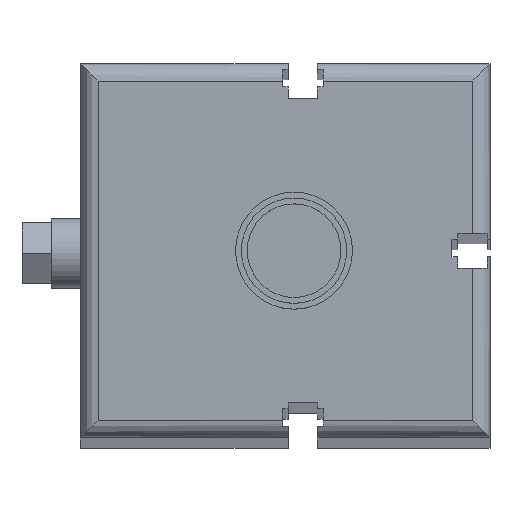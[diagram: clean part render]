
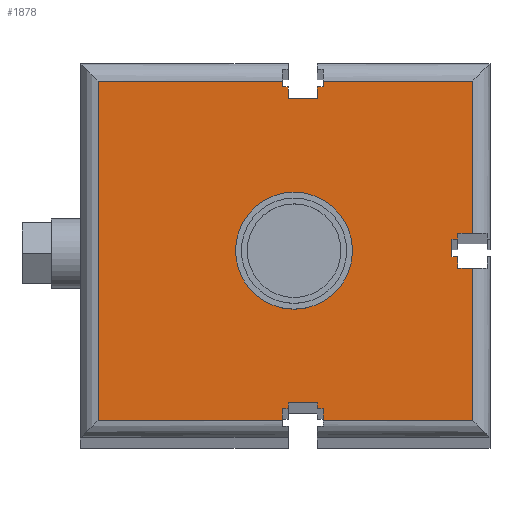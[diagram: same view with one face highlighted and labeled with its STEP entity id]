
A CAD part, top view. The second image highlights one B-rep face of the part: STEP entity #1878.
In plain terms, the highlighted planar face has unit normal (0, 0, 1).
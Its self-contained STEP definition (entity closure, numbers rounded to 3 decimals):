
#56=DIRECTION('',(0.,-1.,0.));
#57=VECTOR('',#56,1.);
#58=CARTESIAN_POINT('',(-2.5,-26.,0.));
#59=LINE('',#58,#57);
#64=DIRECTION('',(-1.,0.,0.));
#65=VECTOR('',#64,1.);
#66=CARTESIAN_POINT('',(-2.5,-27.,0.));
#67=LINE('',#66,#65);
#71=DIRECTION('',(0.,-1.,0.));
#72=VECTOR('',#71,2.);
#73=CARTESIAN_POINT('',(-3.5,-27.,0.));
#74=LINE('',#73,#72);
#78=DIRECTION('',(1.,0.,0.));
#79=VECTOR('',#78,31.5);
#80=CARTESIAN_POINT('',(-35.,-29.,0.));
#81=LINE('',#80,#79);
#85=DIRECTION('',(0.,-1.,0.));
#86=VECTOR('',#85,58.);
#87=CARTESIAN_POINT('',(-35.,29.,0.));
#88=LINE('',#87,#86);
#92=DIRECTION('',(-1.,0.,0.));
#93=VECTOR('',#92,31.5);
#94=CARTESIAN_POINT('',(-3.5,29.,0.));
#95=LINE('',#94,#93);
#99=DIRECTION('',(0.,-1.,0.));
#100=VECTOR('',#99,1.);
#101=CARTESIAN_POINT('',(-3.5,29.,0.));
#102=LINE('',#101,#100);
#106=DIRECTION('',(1.,0.,0.));
#107=VECTOR('',#106,1.);
#108=CARTESIAN_POINT('',(-3.5,28.,0.));
#109=LINE('',#108,#107);
#113=DIRECTION('',(1.,0.,0.));
#114=VECTOR('',#113,1.);
#115=CARTESIAN_POINT('',(2.5,28.,0.));
#116=LINE('',#115,#114);
#120=DIRECTION('',(0.,1.,0.));
#121=VECTOR('',#120,1.);
#122=CARTESIAN_POINT('',(3.5,28.,0.));
#123=LINE('',#122,#121);
#127=DIRECTION('',(-1.,0.,0.));
#128=VECTOR('',#127,25.5);
#129=CARTESIAN_POINT('',(29.,29.,0.));
#130=LINE('',#129,#128);
#134=DIRECTION('',(0.,1.,0.));
#135=VECTOR('',#134,26.);
#136=CARTESIAN_POINT('',(29.,3.,0.));
#137=LINE('',#136,#135);
#141=DIRECTION('',(-1.,0.,0.));
#142=VECTOR('',#141,2.5);
#143=CARTESIAN_POINT('',(29.,3.,0.));
#144=LINE('',#143,#142);
#148=DIRECTION('',(0.,-1.,0.));
#149=VECTOR('',#148,1.);
#150=CARTESIAN_POINT('',(26.5,3.,0.));
#151=LINE('',#150,#149);
#155=DIRECTION('',(-1.,0.,0.));
#156=VECTOR('',#155,1.);
#157=CARTESIAN_POINT('',(26.5,2.,0.));
#158=LINE('',#157,#156);
#162=DIRECTION('',(0.,-1.,0.));
#163=VECTOR('',#162,3.);
#164=CARTESIAN_POINT('',(25.5,2.,0.));
#165=LINE('',#164,#163);
#169=DIRECTION('',(1.,0.,0.));
#170=VECTOR('',#169,1.);
#171=CARTESIAN_POINT('',(25.5,-1.,0.));
#172=LINE('',#171,#170);
#176=DIRECTION('',(0.,1.,0.));
#177=VECTOR('',#176,26.);
#178=CARTESIAN_POINT('',(29.,-29.,0.));
#179=LINE('',#178,#177);
#183=DIRECTION('',(1.,0.,0.));
#184=VECTOR('',#183,25.5);
#185=CARTESIAN_POINT('',(3.5,-29.,0.));
#186=LINE('',#185,#184);
#190=DIRECTION('',(0.,1.,0.));
#191=VECTOR('',#190,2.);
#192=CARTESIAN_POINT('',(3.5,-29.,0.));
#193=LINE('',#192,#191);
#197=DIRECTION('',(-1.,0.,0.));
#198=VECTOR('',#197,1.);
#199=CARTESIAN_POINT('',(3.5,-27.,0.));
#200=LINE('',#199,#198);
#204=DIRECTION('',(0.,1.,0.));
#205=VECTOR('',#204,1.);
#206=CARTESIAN_POINT('',(2.5,-27.,0.));
#207=LINE('',#206,#205);
#211=DIRECTION('',(-1.,0.,0.));
#212=VECTOR('',#211,5.);
#213=CARTESIAN_POINT('',(2.5,-26.,0.));
#214=LINE('',#213,#212);
#218=CARTESIAN_POINT('',(-1.5,0.,0.));
#219=DIRECTION('',(0.,0.,1.));
#220=DIRECTION('',(1.,0.,0.));
#221=AXIS2_PLACEMENT_3D('',#218,#219,#220);
#226=CARTESIAN_POINT('',(-1.5,0.,0.));
#227=DIRECTION('',(0.,0.,1.));
#228=DIRECTION('',(-1.,0.,0.));
#229=AXIS2_PLACEMENT_3D('',#226,#227,#228);
#306=CARTESIAN_POINT('',(29.,-29.,0.));
#782=DIRECTION('',(0.,1.,0.));
#783=VECTOR('',#782,2.);
#784=CARTESIAN_POINT('',(-2.5,26.,0.));
#785=LINE('',#784,#783);
#803=DIRECTION('',(-1.,0.,0.));
#804=VECTOR('',#803,5.);
#805=CARTESIAN_POINT('',(2.5,26.,0.));
#806=LINE('',#805,#804);
#817=DIRECTION('',(0.,-1.,0.));
#818=VECTOR('',#817,2.);
#819=CARTESIAN_POINT('',(2.5,28.,0.));
#820=LINE('',#819,#818);
#925=DIRECTION('',(-1.,0.,0.));
#926=VECTOR('',#925,2.5);
#927=CARTESIAN_POINT('',(29.,-3.,0.));
#928=LINE('',#927,#926);
#1163=CARTESIAN_POINT('',(29.,29.,0.));
#1217=DIRECTION('',(0.,1.,0.));
#1218=VECTOR('',#1217,2.);
#1219=CARTESIAN_POINT('',(26.5,-3.,0.));
#1220=LINE('',#1219,#1218);
#1557=CARTESIAN_POINT('',(-3.5,29.,0.));
#1558=CARTESIAN_POINT('',(-3.5,28.,0.));
#1559=VERTEX_POINT('',#1557);
#1560=VERTEX_POINT('',#1558);
#1561=CARTESIAN_POINT('',(-2.5,28.,0.));
#1562=VERTEX_POINT('',#1561);
#1563=CARTESIAN_POINT('',(2.5,28.,0.));
#1564=CARTESIAN_POINT('',(3.5,28.,0.));
#1565=VERTEX_POINT('',#1563);
#1566=VERTEX_POINT('',#1564);
#1567=CARTESIAN_POINT('',(3.5,29.,0.));
#1568=VERTEX_POINT('',#1567);
#1605=CARTESIAN_POINT('',(-2.5,26.,0.));
#1607=VERTEX_POINT('',#1605);
#1609=CARTESIAN_POINT('',(2.5,26.,0.));
#1611=VERTEX_POINT('',#1609);
#1613=CARTESIAN_POINT('',(26.5,3.,0.));
#1614=CARTESIAN_POINT('',(26.5,2.,0.));
#1615=VERTEX_POINT('',#1613);
#1616=VERTEX_POINT('',#1614);
#1617=CARTESIAN_POINT('',(25.5,2.,0.));
#1618=VERTEX_POINT('',#1617);
#1619=CARTESIAN_POINT('',(25.5,-1.,0.));
#1620=VERTEX_POINT('',#1619);
#1621=CARTESIAN_POINT('',(26.5,-1.,0.));
#1622=VERTEX_POINT('',#1621);
#1623=CARTESIAN_POINT('',(29.,3.,0.));
#1624=VERTEX_POINT('',#1623);
#1645=CARTESIAN_POINT('',(26.5,-3.,0.));
#1647=VERTEX_POINT('',#1645);
#1667=CARTESIAN_POINT('',(29.,-3.,0.));
#1668=VERTEX_POINT('',#1667);
#1669=CARTESIAN_POINT('',(-2.5,-26.,0.));
#1670=CARTESIAN_POINT('',(-2.5,-27.,0.));
#1671=VERTEX_POINT('',#1669);
#1672=VERTEX_POINT('',#1670);
#1673=CARTESIAN_POINT('',(-3.5,-27.,0.));
#1674=VERTEX_POINT('',#1673);
#1675=CARTESIAN_POINT('',(-3.5,-29.,0.));
#1676=VERTEX_POINT('',#1675);
#1677=CARTESIAN_POINT('',(3.5,-29.,0.));
#1678=CARTESIAN_POINT('',(3.5,-27.,0.));
#1679=VERTEX_POINT('',#1677);
#1680=VERTEX_POINT('',#1678);
#1681=CARTESIAN_POINT('',(2.5,-27.,0.));
#1682=VERTEX_POINT('',#1681);
#1683=CARTESIAN_POINT('',(2.5,-26.,0.));
#1684=VERTEX_POINT('',#1683);
#1725=CARTESIAN_POINT('',(7.5,0.,0.));
#1726=CARTESIAN_POINT('',(-10.5,0.,0.));
#1727=VERTEX_POINT('',#1725);
#1728=VERTEX_POINT('',#1726);
#1753=CARTESIAN_POINT('',(-35.,29.,0.));
#1754=CARTESIAN_POINT('',(-35.,-29.,0.));
#1755=VERTEX_POINT('',#1753);
#1756=VERTEX_POINT('',#1754);
#1773=VERTEX_POINT('',#1163);
#1774=VERTEX_POINT('',#306);
#1809=CARTESIAN_POINT('',(0.,0.,0.));
#1810=DIRECTION('',(0.,0.,1.));
#1811=DIRECTION('',(1.,0.,0.));
#1812=AXIS2_PLACEMENT_3D('',#1809,#1810,#1811);
#1813=PLANE('',#1812);
#1815=ORIENTED_EDGE('',*,*,#1814,.T.);
#1817=ORIENTED_EDGE('',*,*,#1816,.T.);
#1819=ORIENTED_EDGE('',*,*,#1818,.T.);
#1821=ORIENTED_EDGE('',*,*,#1820,.F.);
#1823=ORIENTED_EDGE('',*,*,#1822,.F.);
#1825=ORIENTED_EDGE('',*,*,#1824,.F.);
#1827=ORIENTED_EDGE('',*,*,#1826,.T.);
#1829=ORIENTED_EDGE('',*,*,#1828,.T.);
#1831=ORIENTED_EDGE('',*,*,#1830,.F.);
#1833=ORIENTED_EDGE('',*,*,#1832,.F.);
#1835=ORIENTED_EDGE('',*,*,#1834,.F.);
#1837=ORIENTED_EDGE('',*,*,#1836,.T.);
#1839=ORIENTED_EDGE('',*,*,#1838,.T.);
#1841=ORIENTED_EDGE('',*,*,#1840,.F.);
#1843=ORIENTED_EDGE('',*,*,#1842,.F.);
#1845=ORIENTED_EDGE('',*,*,#1844,.T.);
#1847=ORIENTED_EDGE('',*,*,#1846,.T.);
#1849=ORIENTED_EDGE('',*,*,#1848,.T.);
#1851=ORIENTED_EDGE('',*,*,#1850,.T.);
#1853=ORIENTED_EDGE('',*,*,#1852,.T.);
#1855=ORIENTED_EDGE('',*,*,#1854,.F.);
#1857=ORIENTED_EDGE('',*,*,#1856,.F.);
#1859=ORIENTED_EDGE('',*,*,#1858,.F.);
#1861=ORIENTED_EDGE('',*,*,#1860,.F.);
#1863=ORIENTED_EDGE('',*,*,#1862,.T.);
#1865=ORIENTED_EDGE('',*,*,#1864,.T.);
#1867=ORIENTED_EDGE('',*,*,#1866,.T.);
#1869=ORIENTED_EDGE('',*,*,#1868,.T.);
#1870=EDGE_LOOP('',(#1815,#1817,#1819,#1821,#1823,#1825,#1827,#1829,#1831,#1833,
#1835,#1837,#1839,#1841,#1843,#1845,#1847,#1849,#1851,#1853,#1855,#1857,#1859,
#1861,#1863,#1865,#1867,#1869));
#1871=FACE_OUTER_BOUND('',#1870,.F.);
#1873=ORIENTED_EDGE('',*,*,#1872,.T.);
#1875=ORIENTED_EDGE('',*,*,#1874,.T.);
#1876=EDGE_LOOP('',(#1873,#1875));
#1877=FACE_BOUND('',#1876,.F.);
#1878=ADVANCED_FACE('',(#1871,#1877),#1813,.T.);
#222=CIRCLE('',#221,9.);
#230=CIRCLE('',#229,9.);
#1814=EDGE_CURVE('',#1671,#1672,#59,.T.);
#1816=EDGE_CURVE('',#1672,#1674,#67,.T.);
#1818=EDGE_CURVE('',#1674,#1676,#74,.T.);
#1820=EDGE_CURVE('',#1756,#1676,#81,.T.);
#1822=EDGE_CURVE('',#1755,#1756,#88,.T.);
#1824=EDGE_CURVE('',#1559,#1755,#95,.T.);
#1826=EDGE_CURVE('',#1559,#1560,#102,.T.);
#1828=EDGE_CURVE('',#1560,#1562,#109,.T.);
#1830=EDGE_CURVE('',#1607,#1562,#785,.T.);
#1832=EDGE_CURVE('',#1611,#1607,#806,.T.);
#1834=EDGE_CURVE('',#1565,#1611,#820,.T.);
#1836=EDGE_CURVE('',#1565,#1566,#116,.T.);
#1838=EDGE_CURVE('',#1566,#1568,#123,.T.);
#1840=EDGE_CURVE('',#1773,#1568,#130,.T.);
#1842=EDGE_CURVE('',#1624,#1773,#137,.T.);
#1844=EDGE_CURVE('',#1624,#1615,#144,.T.);
#1846=EDGE_CURVE('',#1615,#1616,#151,.T.);
#1848=EDGE_CURVE('',#1616,#1618,#158,.T.);
#1850=EDGE_CURVE('',#1618,#1620,#165,.T.);
#1852=EDGE_CURVE('',#1620,#1622,#172,.T.);
#1854=EDGE_CURVE('',#1647,#1622,#1220,.T.);
#1856=EDGE_CURVE('',#1668,#1647,#928,.T.);
#1858=EDGE_CURVE('',#1774,#1668,#179,.T.);
#1860=EDGE_CURVE('',#1679,#1774,#186,.T.);
#1862=EDGE_CURVE('',#1679,#1680,#193,.T.);
#1864=EDGE_CURVE('',#1680,#1682,#200,.T.);
#1866=EDGE_CURVE('',#1682,#1684,#207,.T.);
#1868=EDGE_CURVE('',#1684,#1671,#214,.T.);
#1872=EDGE_CURVE('',#1727,#1728,#222,.T.);
#1874=EDGE_CURVE('',#1728,#1727,#230,.T.);
